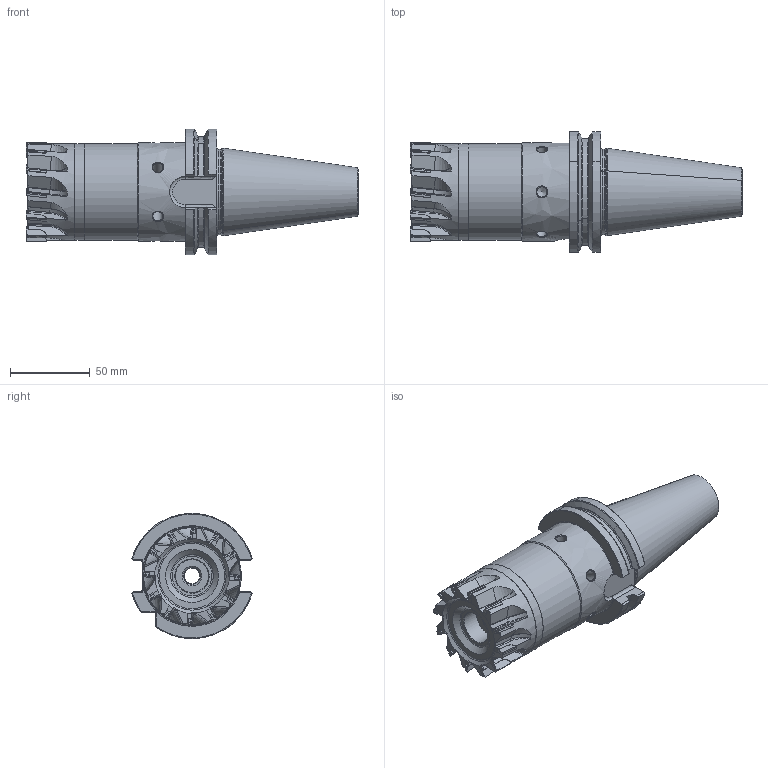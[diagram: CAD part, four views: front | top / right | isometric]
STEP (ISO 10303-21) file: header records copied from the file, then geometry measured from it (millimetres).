
FILE_DESCRIPTION(('FreeCAD Model'),'2;1');
FILE_NAME('Open CASCADE Shape Model','2025-04-17T13:01:19',('FreeCAD'),( 'FreeCAD'),'Open CASCADE STEP processor 7.6','FreeCAD','Unknown');
FILE_SCHEMA(('AUTOMOTIVE_DESIGN { 1 0 10303 214 1 1 1 1 }'));
Length unit declared in the file: millimetre
Products named in the file (1): Open CASCADE STEP translator 7.6 1
Bounding box: 208.2 x 75.43 x 78.57 mm (x, y, z)
Volume: 448775.2 mm3; surface area: 61229.9 mm2
Topology: 25 solids, 25 shells, 728 faces, 1791 edges, 1116 vertices
Faces by surface type: bspline 728
Entity records: 29297 total; most frequent: CARTESIAN_POINT 18827, ORIENTED_EDGE 3562, EDGE_CURVE 1781, B_SPLINE_CURVE_WITH_KNOTS 1294, VERTEX_POINT 1116, FACE_BOUND 743, EDGE_LOOP 743, ADVANCED_FACE 728
